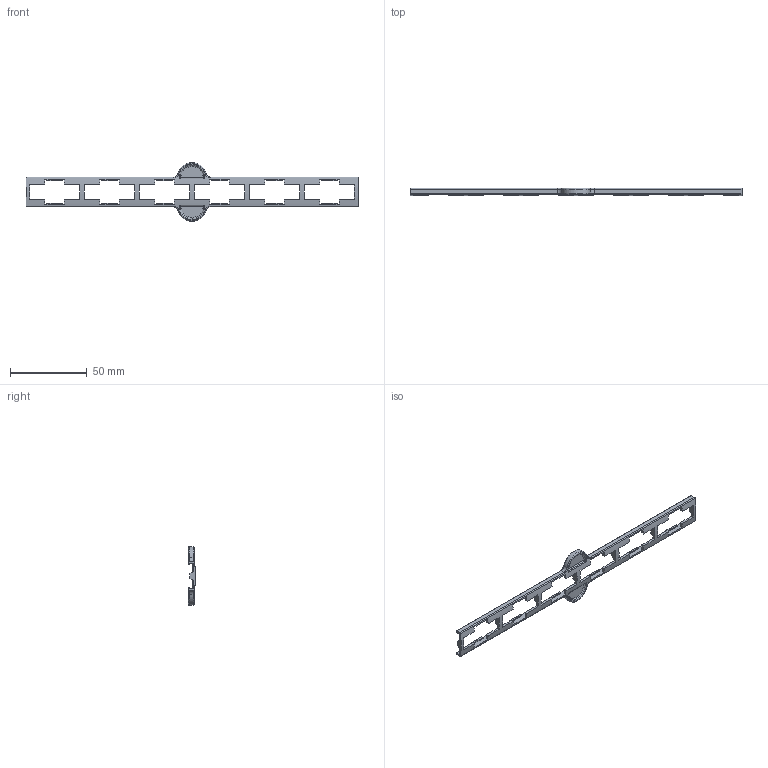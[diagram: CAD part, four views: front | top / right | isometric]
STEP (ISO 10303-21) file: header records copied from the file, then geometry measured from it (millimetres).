
FILE_DESCRIPTION (( 'STEP AP203' ), '1' );
FILE_NAME ('Connect 4 SLIDE BAR.STEP', '2018-11-12T01:14:45', ( '' ), ( '' ), 'SwSTEP 2.0', 'SolidWorks 2016', '' );
FILE_SCHEMA (( 'CONFIG_CONTROL_DESIGN' ));
Length unit declared in the file: inch
Products named in the file (1): Connect 4 SLIDE BAR
Bounding box: 215.9 x 4.74 x 38.1 mm (x, y, z)
Volume: 4888.2 mm3; surface area: 8235.8 mm2
Topology: 1 solids, 1 shells, 260 faces, 740 edges, 468 vertices
Faces by surface type: plane 173, cylinder 47, torus 24, bspline 12, sphere 4
Entity records: 8775 total; most frequent: CARTESIAN_POINT 1959, ORIENTED_EDGE 1464, DIRECTION 1356, EDGE_CURVE 732, LINE 530, VECTOR 530, VERTEX_POINT 468, AXIS2_PLACEMENT_3D 413
